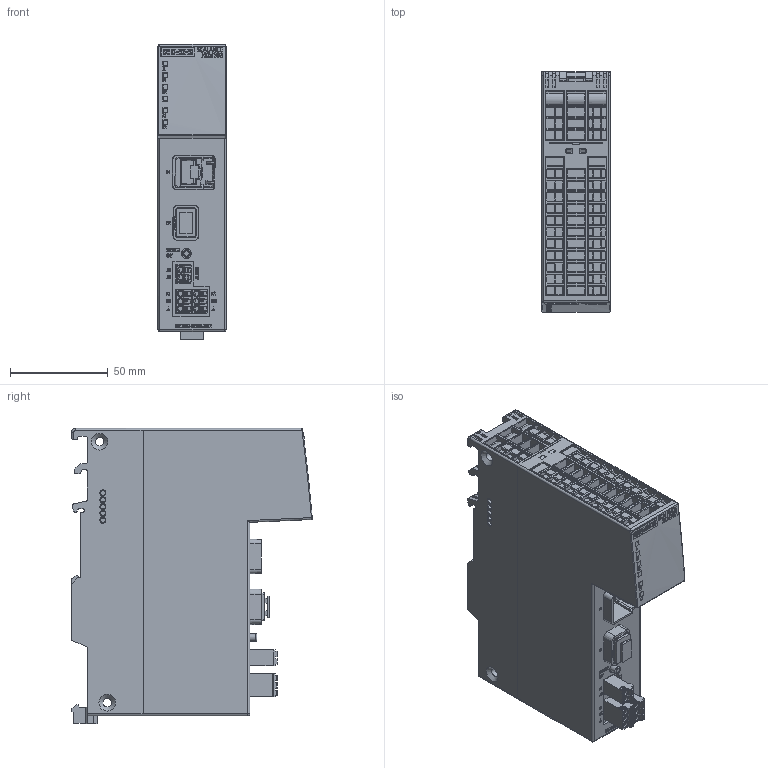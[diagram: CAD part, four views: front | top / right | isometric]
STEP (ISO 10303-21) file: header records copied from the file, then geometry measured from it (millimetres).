
FILE_DESCRIPTION(/* description */ (''),/* implementation_level */ '2;1');
FILE_NAME(/* name */ '6GK5102-1GS00-2AC2_3d.stp',/* time_stamp */ '2022-07-07T11:41:31+02:00',/* author */ (''),/* organization */ (''),/* preprocessor_version */ 'ST-DEVELOPER v18.102',/* originating_system */ 'SIEMENS PLM Software NX 2027',/* authorisation */ '');
FILE_SCHEMA (('AUTOMOTIVE_DESIGN { 1 0 10303 214 3 1 1 1 }'));
Products named in the file (6): Labeling; Terminal_Blocks; Cover; Adapter; Box; 1878_6GK5102-1GS00-2AC2_SIMPL_02
Assembly tree (5 placements, depth 2):
  1878_6GK5102-1GS00-2AC2_SIMPL_02
    Box
    Adapter
    Cover
    Terminal_Blocks
    Labeling
Bounding box: 34.8 x 123.12 x 151.05 mm (x, y, z)
Volume: 471126.8 mm3; surface area: 78518.3 mm2
Topology: 6 solids, 80 shells, 2957 faces, 8571 edges, 5831 vertices
Faces by surface type: plane 1965, cylinder 900, cone 60, torus 12, sphere 10, bspline 10
Full cylindrical faces by diameter (mm): 0.457 x3, 1.6 x7, 3 x8, 3.8 x1, 4.5 x2, 5 x1
Entity records: 119309 total; most frequent: CARTESIAN_POINT 19548, ORIENTED_EDGE 16339, DIRECTION 16188, EDGE_CURVE 8480, LINE 6256, VECTOR 6256, VERTEX_POINT 5795, AXIS2_PLACEMENT_3D 4966
